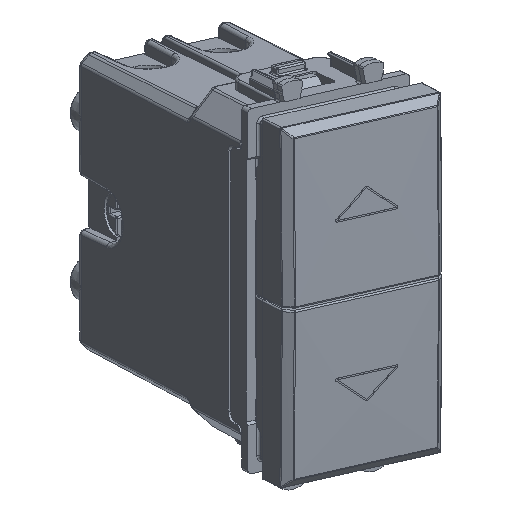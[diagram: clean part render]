
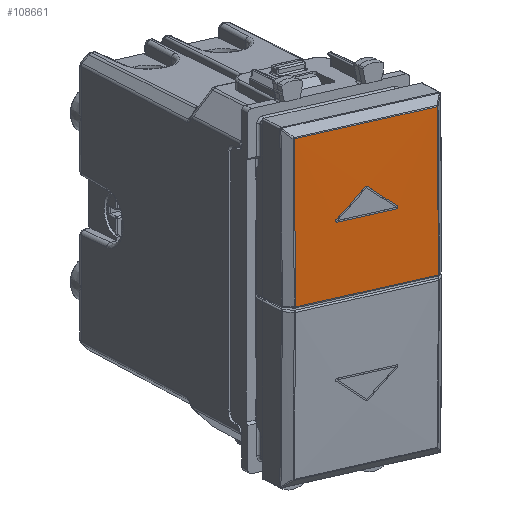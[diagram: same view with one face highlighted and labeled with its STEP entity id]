
A CAD part, top view. The second image highlights one B-rep face of the part: STEP entity #108661.
In plain terms, the highlighted cylindrical face has radius 835.15 mm (diameter 1670.3 mm), a partial arc.
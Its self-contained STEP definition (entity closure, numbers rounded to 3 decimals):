
#108531=CARTESIAN_POINT('Axis2P3D Location',(0.,0.132,834.75)) ;
#108566=CARTESIAN_POINT('Control Point',(-9.889,-0.443,-0.4)) ;
#108567=CARTESIAN_POINT('Control Point',(-9.889,-7.309,-0.395)) ;
#108568=CARTESIAN_POINT('Control Point',(-9.89,-14.176,-0.306)) ;
#108569=CARTESIAN_POINT('Control Point',(-9.891,-21.04,-0.132)) ;
#108570=CARTESIAN_POINT('Vertex',(-9.891,-21.04,-0.132)) ;
#108572=CARTESIAN_POINT('Vertex',(-9.889,-0.443,-0.4)) ;
#108575=CARTESIAN_POINT('Line Origine',(0.,-0.443,-0.4)) ;
#108579=CARTESIAN_POINT('Vertex',(9.889,-0.443,-0.4)) ;
#108583=CARTESIAN_POINT('Control Point',(9.889,-0.443,-0.4)) ;
#108584=CARTESIAN_POINT('Control Point',(9.889,-7.309,-0.395)) ;
#108585=CARTESIAN_POINT('Control Point',(9.89,-14.176,-0.306)) ;
#108586=CARTESIAN_POINT('Control Point',(9.891,-21.04,-0.132)) ;
#108587=CARTESIAN_POINT('Vertex',(9.891,-21.04,-0.132)) ;
#108590=CARTESIAN_POINT('Line Origine',(0.,-21.04,-0.132)) ;
#108602=CARTESIAN_POINT('Control Point',(-4.1,-9.692,-0.342)) ;
#108603=CARTESIAN_POINT('Control Point',(-4.199,-9.692,-0.342)) ;
#108604=CARTESIAN_POINT('Control Point',(-4.3,-9.753,-0.342)) ;
#108605=CARTESIAN_POINT('Control Point',(-4.343,-9.879,-0.34)) ;
#108606=CARTESIAN_POINT('Control Point',(-4.301,-9.989,-0.339)) ;
#108607=CARTESIAN_POINT('Control Point',(-4.223,-10.05,-0.338)) ;
#108608=CARTESIAN_POINT('Vertex',(-4.1,-9.692,-0.342)) ;
#108610=CARTESIAN_POINT('Vertex',(-4.223,-10.05,-0.338)) ;
#108614=CARTESIAN_POINT('Control Point',(-0.123,-13.25,-0.293)) ;
#108615=CARTESIAN_POINT('Control Point',(-1.49,-12.183,-0.31)) ;
#108616=CARTESIAN_POINT('Control Point',(-2.856,-11.117,-0.325)) ;
#108617=CARTESIAN_POINT('Control Point',(-4.223,-10.05,-0.338)) ;
#108618=CARTESIAN_POINT('Vertex',(-0.123,-13.25,-0.293)) ;
#108622=CARTESIAN_POINT('Control Point',(0.123,-13.25,-0.293)) ;
#108623=CARTESIAN_POINT('Control Point',(0.071,-13.291,-0.292)) ;
#108624=CARTESIAN_POINT('Control Point',(0.,-13.309,-0.292)) ;
#108625=CARTESIAN_POINT('Control Point',(-0.071,-13.291,-0.292)) ;
#108626=CARTESIAN_POINT('Control Point',(-0.123,-13.25,-0.293)) ;
#108627=CARTESIAN_POINT('Vertex',(0.123,-13.25,-0.293)) ;
#108631=CARTESIAN_POINT('Control Point',(0.123,-13.25,-0.293)) ;
#108632=CARTESIAN_POINT('Control Point',(1.49,-12.183,-0.31)) ;
#108633=CARTESIAN_POINT('Control Point',(2.856,-11.117,-0.325)) ;
#108634=CARTESIAN_POINT('Control Point',(4.223,-10.05,-0.338)) ;
#108635=CARTESIAN_POINT('Vertex',(4.223,-10.05,-0.338)) ;
#108639=CARTESIAN_POINT('Control Point',(4.1,-9.692,-0.342)) ;
#108640=CARTESIAN_POINT('Control Point',(4.199,-9.692,-0.342)) ;
#108641=CARTESIAN_POINT('Control Point',(4.3,-9.753,-0.342)) ;
#108642=CARTESIAN_POINT('Control Point',(4.343,-9.879,-0.34)) ;
#108643=CARTESIAN_POINT('Control Point',(4.301,-9.989,-0.339)) ;
#108644=CARTESIAN_POINT('Control Point',(4.223,-10.05,-0.338)) ;
#108645=CARTESIAN_POINT('Vertex',(4.1,-9.692,-0.342)) ;
#108648=CARTESIAN_POINT('Line Origine',(0.,-9.692,-0.342)) ;
#108532=DIRECTION('Axis2P3D Direction',(-1.,0.,0.)) ;
#108533=DIRECTION('Axis2P3D XDirection',(0.,0.,-1.)) ;
#108576=DIRECTION('Vector Direction',(-1.,0.,0.)) ;
#108591=DIRECTION('Vector Direction',(-1.,0.,0.)) ;
#108649=DIRECTION('Vector Direction',(-1.,0.,0.)) ;
#108534=AXIS2_PLACEMENT_3D('Cylinder Axis2P3D',#108531,#108532,#108533) ;
#108596=ORIENTED_EDGE('',*,*,#108574,.T.) ;
#108597=ORIENTED_EDGE('',*,*,#108581,.T.) ;
#108598=ORIENTED_EDGE('',*,*,#108589,.T.) ;
#108599=ORIENTED_EDGE('',*,*,#108594,.T.) ;
#108654=ORIENTED_EDGE('',*,*,#108612,.T.) ;
#108655=ORIENTED_EDGE('',*,*,#108620,.F.) ;
#108656=ORIENTED_EDGE('',*,*,#108629,.F.) ;
#108657=ORIENTED_EDGE('',*,*,#108637,.T.) ;
#108658=ORIENTED_EDGE('',*,*,#108647,.F.) ;
#108659=ORIENTED_EDGE('',*,*,#108652,.T.) ;
#108660=FACE_BOUND('',#108653,.T.) ;
#108577=VECTOR('Line Direction',#108576,1.) ;
#108592=VECTOR('Line Direction',#108591,1.) ;
#108650=VECTOR('Line Direction',#108649,1.) ;
#108661=ADVANCED_FACE('PartBody',(#108600,#108660),#108535,.T.) ;
#108565=B_SPLINE_CURVE_WITH_KNOTS('',3,(#108566,#108567,#108568,#108569),.UNSPECIFIED.,.F.,.U.,(4,4),(7.579,43.241),.UNSPECIFIED.) ;
#108582=B_SPLINE_CURVE_WITH_KNOTS('',3,(#108583,#108584,#108585,#108586),.UNSPECIFIED.,.F.,.U.,(4,4),(7.579,43.241),.UNSPECIFIED.) ;
#108601=B_SPLINE_CURVE_WITH_KNOTS('',5,(#108602,#108603,#108604,#108605,#108606,#108607),.UNSPECIFIED.,.F.,.U.,(6,6),(0.,0.7),.UNSPECIFIED.) ;
#108613=B_SPLINE_CURVE_WITH_KNOTS('',3,(#108614,#108615,#108616,#108617),.UNSPECIFIED.,.F.,.U.,(4,4),(0.,7.356),.UNSPECIFIED.) ;
#108621=B_SPLINE_CURVE_WITH_KNOTS('',4,(#108622,#108623,#108624,#108625,#108626),.UNSPECIFIED.,.F.,.U.,(5,5),(0.,0.374),.UNSPECIFIED.) ;
#108630=B_SPLINE_CURVE_WITH_KNOTS('',3,(#108631,#108632,#108633,#108634),.UNSPECIFIED.,.F.,.U.,(4,4),(0.,7.356),.UNSPECIFIED.) ;
#108638=B_SPLINE_CURVE_WITH_KNOTS('',5,(#108639,#108640,#108641,#108642,#108643,#108644),.UNSPECIFIED.,.F.,.U.,(6,6),(0.,0.7),.UNSPECIFIED.) ;
#108535=CYLINDRICAL_SURFACE('generated cylinder',#108534,835.15) ;
#108574=EDGE_CURVE('',#108571,#108573,#108565,.F.) ;
#108581=EDGE_CURVE('',#108573,#108580,#108578,.F.) ;
#108589=EDGE_CURVE('',#108580,#108588,#108582,.T.) ;
#108594=EDGE_CURVE('',#108588,#108571,#108593,.T.) ;
#108612=EDGE_CURVE('',#108609,#108611,#108601,.T.) ;
#108620=EDGE_CURVE('',#108619,#108611,#108613,.T.) ;
#108629=EDGE_CURVE('',#108628,#108619,#108621,.T.) ;
#108637=EDGE_CURVE('',#108628,#108636,#108630,.T.) ;
#108647=EDGE_CURVE('',#108646,#108636,#108638,.T.) ;
#108652=EDGE_CURVE('',#108646,#108609,#108651,.T.) ;
#108595=EDGE_LOOP('',(#108596,#108597,#108598,#108599)) ;
#108653=EDGE_LOOP('',(#108654,#108655,#108656,#108657,#108658,#108659)) ;
#108600=FACE_OUTER_BOUND('',#108595,.T.) ;
#108578=LINE('Line',#108575,#108577) ;
#108593=LINE('Line',#108590,#108592) ;
#108651=LINE('Line',#108648,#108650) ;
#108571=VERTEX_POINT('',#108570) ;
#108573=VERTEX_POINT('',#108572) ;
#108580=VERTEX_POINT('',#108579) ;
#108588=VERTEX_POINT('',#108587) ;
#108609=VERTEX_POINT('',#108608) ;
#108611=VERTEX_POINT('',#108610) ;
#108619=VERTEX_POINT('',#108618) ;
#108628=VERTEX_POINT('',#108627) ;
#108636=VERTEX_POINT('',#108635) ;
#108646=VERTEX_POINT('',#108645) ;
